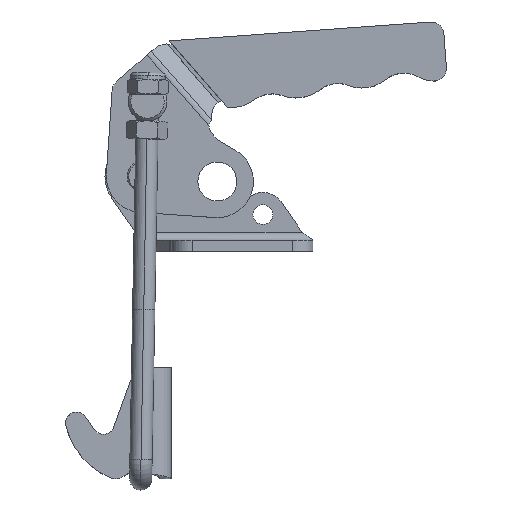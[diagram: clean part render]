
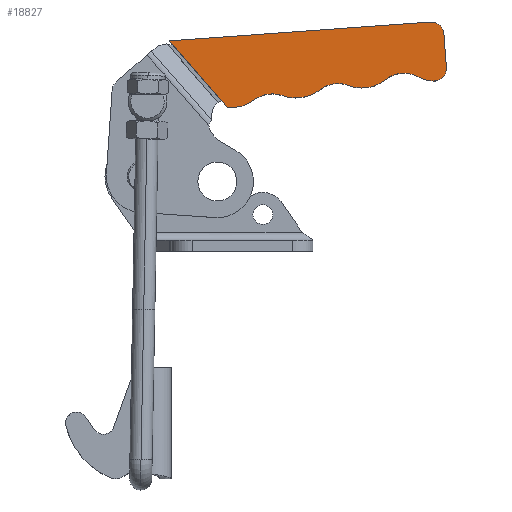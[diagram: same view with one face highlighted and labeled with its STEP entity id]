
A CAD part, top view. The second image highlights one B-rep face of the part: STEP entity #18827.
In plain terms, the highlighted planar face has unit normal (0, 0, 1).
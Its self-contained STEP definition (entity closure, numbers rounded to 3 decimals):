
#608 = DIRECTION ( 'NONE',  ( 0.998, -0.068, 0. ) ) ;
#1169 = VERTEX_POINT ( 'NONE', #22770 ) ;
#1540 = AXIS2_PLACEMENT_3D ( 'NONE', #27322, #12488, #29800 ) ;
#1674 = CARTESIAN_POINT ( 'NONE',  ( -14.655, 46.208, 5.5 ) ) ;
#1934 = DIRECTION ( 'NONE',  ( -0.997, -0.072, 0. ) ) ;
#2623 = LINE ( 'NONE', #22488, #21606 ) ;
#2826 = AXIS2_PLACEMENT_3D ( 'NONE', #5266, #22556, #7746 ) ;
#2837 = CIRCLE ( 'NONE', #20445, 14.5 ) ;
#3163 = ORIENTED_EDGE ( 'NONE', *, *, #17278, .T. ) ;
#3730 = ORIENTED_EDGE ( 'NONE', *, *, #15048, .T. ) ;
#4186 = DIRECTION ( 'NONE',  ( 0.998, -0.068, 0. ) ) ;
#4447 = VERTEX_POINT ( 'NONE', #4957 ) ;
#4957 = CARTESIAN_POINT ( 'NONE',  ( -11.097, 56.086, 5.5 ) ) ;
#4963 = ORIENTED_EDGE ( 'NONE', *, *, #19893, .T. ) ;
#5266 = CARTESIAN_POINT ( 'NONE',  ( 42.63, 78.079, 5.5 ) ) ;
#6679 = DIRECTION ( 'NONE',  ( 0., 0., 1. ) ) ;
#6868 = DIRECTION ( 'NONE',  ( 0., 0., 1. ) ) ;
#7121 = ORIENTED_EDGE ( 'NONE', *, *, #14036, .T. ) ;
#7311 = ORIENTED_EDGE ( 'NONE', *, *, #28786, .T. ) ;
#7575 = CIRCLE ( 'NONE', #29555, 10.5 ) ;
#7631 = CARTESIAN_POINT ( 'NONE',  ( 37.715, 62.9, 5.5 ) ) ;
#7648 = VERTEX_POINT ( 'NONE', #21170 ) ;
#7746 = DIRECTION ( 'NONE',  ( -0.998, 0.068, 0. ) ) ;
#8133 = CARTESIAN_POINT ( 'NONE',  ( 47.119, 78.402, 5.5 ) ) ;
#8561 = CARTESIAN_POINT ( 'NONE',  ( 32.766, 53.639, 5.5 ) ) ;
#8571 = LINE ( 'NONE', #27597, #26758 ) ;
#9066 = ORIENTED_EDGE ( 'NONE', *, *, #23528, .T. ) ;
#9158 = EDGE_CURVE ( 'NONE', #9378, #7648, #20537, .T. ) ;
#9364 = CARTESIAN_POINT ( 'NONE',  ( 9.06, 49.913, 5.5 ) ) ;
#9378 = VERTEX_POINT ( 'NONE', #22902 ) ;
#10230 = CIRCLE ( 'NONE', #26448, 15.5 ) ;
#10447 = CARTESIAN_POINT ( 'NONE',  ( 44.079, 74.806, 5.5 ) ) ;
#10471 = ORIENTED_EDGE ( 'NONE', *, *, #9158, .T. ) ;
#10603 = AXIS2_PLACEMENT_3D ( 'NONE', #8561, #25860, #11028 ) ;
#11028 = DIRECTION ( 'NONE',  ( 0.998, -0.068, 0. ) ) ;
#11533 = ORIENTED_EDGE ( 'NONE', *, *, #12134, .T. ) ;
#11792 = EDGE_CURVE ( 'NONE', #31663, #29380, #28407, .T. ) ;
#11828 = DIRECTION ( 'NONE',  ( 0.998, -0.068, 0. ) ) ;
#12092 = VERTEX_POINT ( 'NONE', #23739 ) ;
#12134 = EDGE_CURVE ( 'NONE', #12092, #15174, #10230, .T. ) ;
#12405 = VECTOR ( 'NONE', #1934, 1000. ) ;
#12488 = DIRECTION ( 'NONE',  ( 0., 0., 1. ) ) ;
#12538 = ORIENTED_EDGE ( 'NONE', *, *, #26220, .T. ) ;
#12770 = DIRECTION ( 'NONE',  ( 0.658, -0.753, 0. ) ) ;
#12801 = CARTESIAN_POINT ( 'NONE',  ( 48.002, 66.147, 5.5 ) ) ;
#12947 = DIRECTION ( 'NONE',  ( 0.998, -0.068, 0. ) ) ;
#13839 = CARTESIAN_POINT ( 'NONE',  ( 43.232, 61.332, 5.5 ) ) ;
#14036 = EDGE_CURVE ( 'NONE', #18240, #9378, #31840, .T. ) ;
#14088 = CARTESIAN_POINT ( 'NONE',  ( -30.06, 67.153, 5.5 ) ) ;
#14138 = AXIS2_PLACEMENT_3D ( 'NONE', #21509, #6679, #24005 ) ;
#14264 = VERTEX_POINT ( 'NONE', #16302 ) ;
#15048 = EDGE_CURVE ( 'NONE', #29009, #31663, #18235, .T. ) ;
#15174 = VERTEX_POINT ( 'NONE', #28426 ) ;
#15483 = DIRECTION ( 'NONE',  ( 0., 0., 1. ) ) ;
#16302 = CARTESIAN_POINT ( 'NONE',  ( 26.168, 61.808, 5.5 ) ) ;
#16596 = DIRECTION ( 'NONE',  ( 0.998, -0.068, 0. ) ) ;
#17278 = EDGE_CURVE ( 'NONE', #29380, #18240, #2623, .T. ) ;
#17321 = ORIENTED_EDGE ( 'NONE', *, *, #11792, .T. ) ;
#17798 = AXIS2_PLACEMENT_3D ( 'NONE', #1674, #19017, #4186 ) ;
#18136 = AXIS2_PLACEMENT_3D ( 'NONE', #30306, #15483, #608 ) ;
#18235 = CIRCLE ( 'NONE', #20282, 13.5 ) ;
#18240 = VERTEX_POINT ( 'NONE', #8133 ) ;
#18635 = CIRCLE ( 'NONE', #10603, 10.5 ) ;
#18827 = ADVANCED_FACE ( 'NONE', ( #22912 ), #23904, .T. ) ;
#19017 = DIRECTION ( 'NONE',  ( 0., 0., -1. ) ) ;
#19802 = EDGE_CURVE ( 'NONE', #7648, #12092, #8571, .T. ) ;
#19893 = EDGE_CURVE ( 'NONE', #14264, #29009, #18635, .T. ) ;
#20282 = AXIS2_PLACEMENT_3D ( 'NONE', #10447, #27773, #12947 ) ;
#20445 = AXIS2_PLACEMENT_3D ( 'NONE', #21689, #6868, #24188 ) ;
#20537 = LINE ( 'NONE', #29001, #12405 ) ;
#20538 = EDGE_LOOP ( 'NONE', ( #11533, #7311, #12538, #26402, #9066, #4963, #3730, #17321, #3163, #7121, #10471, #20656 ) ) ;
#20656 = ORIENTED_EDGE ( 'NONE', *, *, #19802, .T. ) ;
#21170 = CARTESIAN_POINT ( 'NONE',  ( -51.779, 75.783, 5.5 ) ) ;
#21381 = CARTESIAN_POINT ( 'NONE',  ( 12.833, 59.712, 5.5 ) ) ;
#21509 = CARTESIAN_POINT ( 'NONE',  ( -30.06, 67.153, 5.5 ) ) ;
#21606 = VECTOR ( 'NONE', #25507, 1000. ) ;
#21689 = CARTESIAN_POINT ( 'NONE',  ( -6.183, 69.729, 5.5 ) ) ;
#22129 = CIRCLE ( 'NONE', #17798, 10.5 ) ;
#22488 = CARTESIAN_POINT ( 'NONE',  ( 48.002, 66.147, 5.5 ) ) ;
#22556 = DIRECTION ( 'NONE',  ( 0., 0., 1. ) ) ;
#22770 = CARTESIAN_POINT ( 'NONE',  ( 2.658, 58.236, 5.5 ) ) ;
#22902 = CARTESIAN_POINT ( 'NONE',  ( 42.307, 82.567, 5.5 ) ) ;
#22912 = FACE_OUTER_BOUND ( 'NONE', #20538, .T. ) ;
#23528 = EDGE_CURVE ( 'NONE', #26184, #14264, #31274, .T. ) ;
#23739 = CARTESIAN_POINT ( 'NONE',  ( -30.723, 51.667, 5.5 ) ) ;
#23904 = PLANE ( 'NONE',  #14138 ) ;
#24005 = DIRECTION ( 'NONE',  ( 0.998, -0.068, 0. ) ) ;
#24188 = DIRECTION ( 'NONE',  ( 0.998, -0.068, 0. ) ) ;
#24644 = EDGE_CURVE ( 'NONE', #1169, #26184, #7575, .T. ) ;
#25507 = DIRECTION ( 'NONE',  ( -0.072, 0.997, 0. ) ) ;
#25860 = DIRECTION ( 'NONE',  ( 0., 0., -1. ) ) ;
#26184 = VERTEX_POINT ( 'NONE', #21381 ) ;
#26220 = EDGE_CURVE ( 'NONE', #4447, #1169, #2837, .T. ) ;
#26402 = ORIENTED_EDGE ( 'NONE', *, *, #24644, .T. ) ;
#26448 = AXIS2_PLACEMENT_3D ( 'NONE', #14088, #31420, #16596 ) ;
#26659 = DIRECTION ( 'NONE',  ( 0., 0., -1. ) ) ;
#26758 = VECTOR ( 'NONE', #12770, 1000. ) ;
#27322 = CARTESIAN_POINT ( 'NONE',  ( 43.514, 65.823, 5.5 ) ) ;
#27597 = CARTESIAN_POINT ( 'NONE',  ( -51.779, 75.783, 5.5 ) ) ;
#27773 = DIRECTION ( 'NONE',  ( 0., 0., 1. ) ) ;
#28407 = CIRCLE ( 'NONE', #1540, 4.5 ) ;
#28426 = CARTESIAN_POINT ( 'NONE',  ( -20.876, 54.666, 5.5 ) ) ;
#28786 = EDGE_CURVE ( 'NONE', #15174, #4447, #22129, .T. ) ;
#29001 = CARTESIAN_POINT ( 'NONE',  ( 42.307, 82.567, 5.5 ) ) ;
#29009 = VERTEX_POINT ( 'NONE', #7631 ) ;
#29380 = VERTEX_POINT ( 'NONE', #12801 ) ;
#29555 = AXIS2_PLACEMENT_3D ( 'NONE', #9364, #26659, #11828 ) ;
#29800 = DIRECTION ( 'NONE',  ( -0.998, 0.068, 0. ) ) ;
#30306 = CARTESIAN_POINT ( 'NONE',  ( 17.685, 72.31, 5.5 ) ) ;
#31274 = CIRCLE ( 'NONE', #18136, 13.5 ) ;
#31420 = DIRECTION ( 'NONE',  ( 0., 0., 1. ) ) ;
#31663 = VERTEX_POINT ( 'NONE', #13839 ) ;
#31840 = CIRCLE ( 'NONE', #2826, 4.5 ) ;
